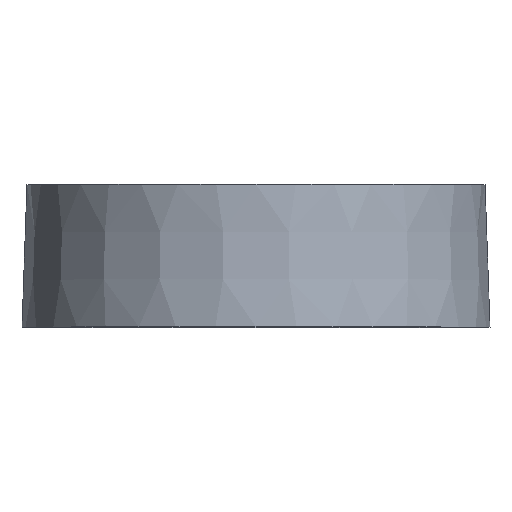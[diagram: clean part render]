
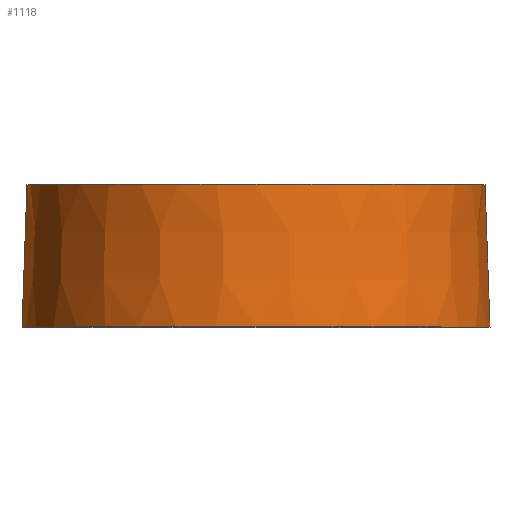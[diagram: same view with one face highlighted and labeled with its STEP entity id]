
A CAD part, top view. The second image highlights one B-rep face of the part: STEP entity #1118.
In plain terms, the highlighted conical face has half-angle 2 degrees and reference radius 225 mm.
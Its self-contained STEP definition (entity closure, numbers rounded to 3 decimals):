
#170 = EDGE_CURVE ( 'NONE', #3064, #4012, #4782, .T. ) ;
#617 = CIRCLE ( 'NONE', #2597, 225. ) ;
#683 = VECTOR ( 'NONE', #999, 1000. ) ;
#999 = DIRECTION ( 'NONE',  ( 0.035, -0.999, 0. ) ) ;
#1001 = LINE ( 'NONE', #1489, #1593 ) ;
#1007 = CARTESIAN_POINT ( 'NONE',  ( -225., 0., 0. ) ) ;
#1085 = FACE_OUTER_BOUND ( 'NONE', #1450, .T. ) ;
#1118 = ADVANCED_FACE ( 'NONE', ( #1085 ), #3185, .T. ) ;
#1137 = CARTESIAN_POINT ( 'NONE',  ( 0., -140., 0. ) ) ;
#1413 = ORIENTED_EDGE ( 'NONE', *, *, #170, .F. ) ;
#1420 = ORIENTED_EDGE ( 'NONE', *, *, #1803, .F. ) ;
#1450 = EDGE_LOOP ( 'NONE', ( #1420, #4345, #1413, #2090 ) ) ;
#1489 = CARTESIAN_POINT ( 'NONE',  ( -225., 0., 0. ) ) ;
#1499 = CARTESIAN_POINT ( 'NONE',  ( 0., 0., 0. ) ) ;
#1551 = DIRECTION ( 'NONE',  ( -0.035, -0.999, 0. ) ) ;
#1593 = VECTOR ( 'NONE', #1551, 1000. ) ;
#1689 = EDGE_CURVE ( 'NONE', #4463, #3064, #2909, .T. ) ;
#1803 = EDGE_CURVE ( 'NONE', #3880, #4463, #617, .T. ) ;
#1888 = CARTESIAN_POINT ( 'NONE',  ( 225., 0., 0. ) ) ;
#2090 = ORIENTED_EDGE ( 'NONE', *, *, #1689, .F. ) ;
#2284 = DIRECTION ( 'NONE',  ( -1., 0., 0. ) ) ;
#2323 = CARTESIAN_POINT ( 'NONE',  ( 0., 0., 0. ) ) ;
#2481 = CARTESIAN_POINT ( 'NONE',  ( 225., 0., 0. ) ) ;
#2597 = AXIS2_PLACEMENT_3D ( 'NONE', #1499, #4133, #2284 ) ;
#2612 = DIRECTION ( 'NONE',  ( 0., -1., 0. ) ) ;
#2909 = LINE ( 'NONE', #2481, #683 ) ;
#3064 = VERTEX_POINT ( 'NONE', #3281 ) ;
#3185 = CONICAL_SURFACE ( 'NONE', #3551, 225., 0.035 ) ;
#3281 = CARTESIAN_POINT ( 'NONE',  ( 229.889, -140., 0. ) ) ;
#3432 = DIRECTION ( 'NONE',  ( 0., -1., 0. ) ) ;
#3551 = AXIS2_PLACEMENT_3D ( 'NONE', #2323, #3432, #4151 ) ;
#3639 = EDGE_CURVE ( 'NONE', #3880, #4012, #1001, .T. ) ;
#3656 = AXIS2_PLACEMENT_3D ( 'NONE', #1137, #2612, #4479 ) ;
#3880 = VERTEX_POINT ( 'NONE', #1007 ) ;
#4012 = VERTEX_POINT ( 'NONE', #4699 ) ;
#4133 = DIRECTION ( 'NONE',  ( 0., 1., 0. ) ) ;
#4151 = DIRECTION ( 'NONE',  ( 1., 0., 0. ) ) ;
#4345 = ORIENTED_EDGE ( 'NONE', *, *, #3639, .T. ) ;
#4463 = VERTEX_POINT ( 'NONE', #1888 ) ;
#4479 = DIRECTION ( 'NONE',  ( -1., 0., 0. ) ) ;
#4699 = CARTESIAN_POINT ( 'NONE',  ( -229.889, -140., 0. ) ) ;
#4782 = CIRCLE ( 'NONE', #3656, 229.889 ) ;
